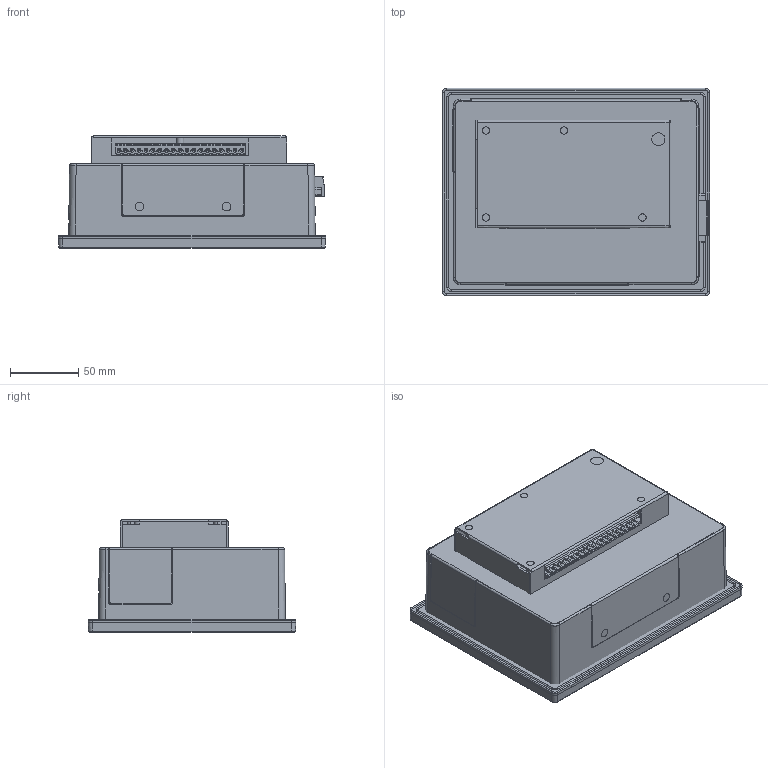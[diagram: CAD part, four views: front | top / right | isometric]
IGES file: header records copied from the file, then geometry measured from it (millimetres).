
Global section: file name: No Iges File Name specified; native system: Autodesk Inventor 2010; preprocessor: AutoDesk Inventor Iges Exporter R2010; author: jlembke; date: 20120612.084440; units: inch
Bounding box: 195.12 x 151.49 x 81.86 mm (x, y, z)
Surface area: 210539.7 mm2 (no closed solid volume)
Topology: 0 solids, 0 shells, 4309 faces, 20358 edges, 20369 vertices
Faces by surface type: plane 3874, revolution 434, bspline 1
